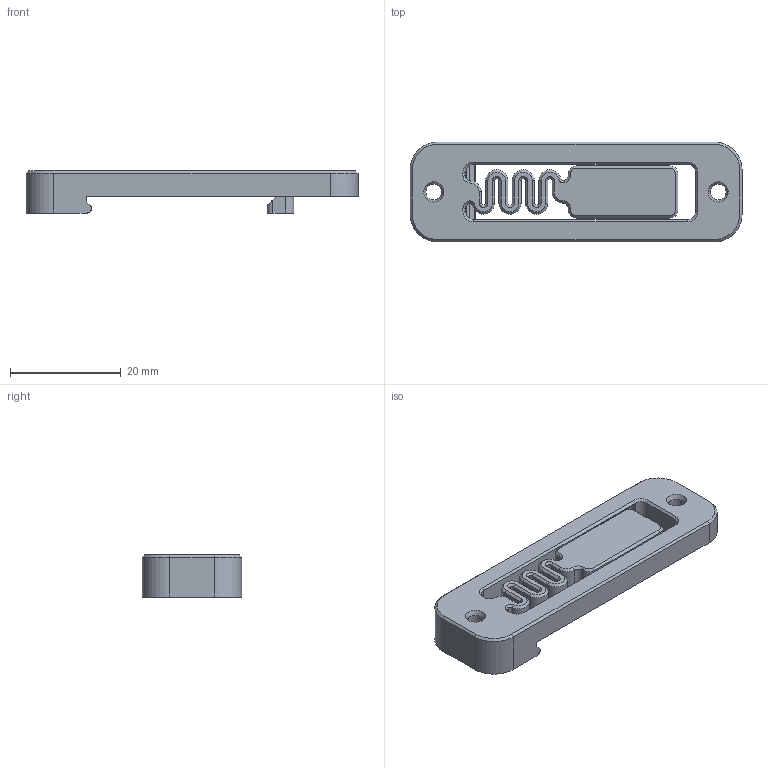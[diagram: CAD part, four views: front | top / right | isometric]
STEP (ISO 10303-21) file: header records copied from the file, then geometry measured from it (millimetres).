
FILE_DESCRIPTION(/* description */ (''),/* implementation_level */ '2;1');
FILE_NAME(/* name */ 'Stiffer_DinMount_M3.stp',/* time_stamp */ '2022-09-11T17:25:08+02:00',/* author */ ('Rama'),/* organization */ (''),/* preprocessor_version */ 'ST-DEVELOPER v19.2',/* originating_system */ 'Autodesk Inventor 2023',/* authorisation */ '');
FILE_SCHEMA (('AUTOMOTIVE_DESIGN { 1 0 10303 214 3 1 1 }'));
Length unit declared in the file: millimetre
Products named in the file (1): Stiffer_DinMount_M3
Bounding box: 59.9 x 18 x 7.6 mm (x, y, z)
Volume: 4629.9 mm3; surface area: 3897.6 mm2
Topology: 1 solids, 1 shells, 155 faces, 392 edges, 242 vertices
Faces by surface type: plane 75, cylinder 46, cone 32, bspline 2
Full cylindrical faces by diameter (mm): 2.86 x2
Entity records: 4932 total; most frequent: CARTESIAN_POINT 918, DIRECTION 816, ORIENTED_EDGE 784, EDGE_CURVE 392, AXIS2_PLACEMENT_3D 280, LINE 256, VECTOR 256, VERTEX_POINT 242
